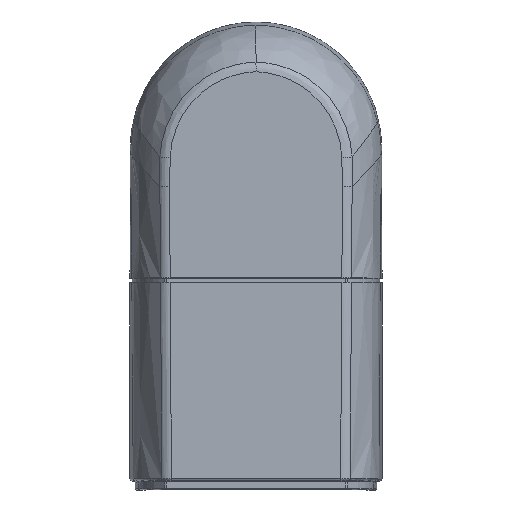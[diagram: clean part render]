
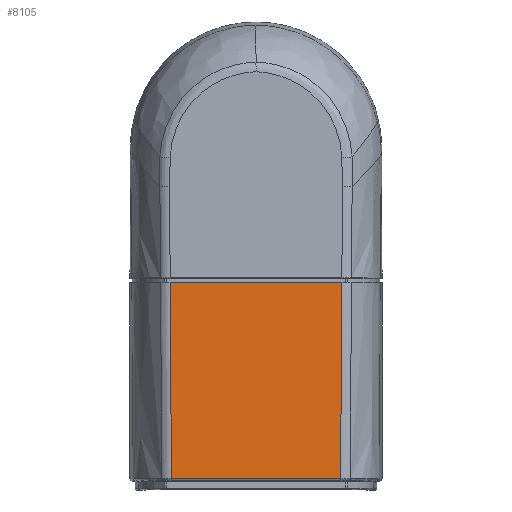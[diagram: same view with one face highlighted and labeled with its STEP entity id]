
A CAD part, top view. The second image highlights one B-rep face of the part: STEP entity #8105.
In plain terms, the highlighted planar face has unit normal (0, 0.031, 1).
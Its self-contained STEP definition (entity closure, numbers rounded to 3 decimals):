
#6973=CARTESIAN_POINT('Vertex',(19.074,44.,-1.36)) ;
#6977=CARTESIAN_POINT('Control Point',(18.784,0.515,-0.016)) ;
#6978=CARTESIAN_POINT('Control Point',(18.791,2.348,-0.073)) ;
#6979=CARTESIAN_POINT('Control Point',(18.799,4.138,-0.128)) ;
#6980=CARTESIAN_POINT('Control Point',(18.807,5.904,-0.183)) ;
#6981=CARTESIAN_POINT('Control Point',(18.843,12.752,-0.394)) ;
#6982=CARTESIAN_POINT('Control Point',(18.893,19.623,-0.607)) ;
#6983=CARTESIAN_POINT('Control Point',(18.937,24.623,-0.761)) ;
#6984=CARTESIAN_POINT('Control Point',(18.995,31.503,-0.974)) ;
#6985=CARTESIAN_POINT('Control Point',(19.042,38.355,-1.186)) ;
#6986=CARTESIAN_POINT('Control Point',(19.054,40.24,-1.244)) ;
#6987=CARTESIAN_POINT('Control Point',(19.065,42.121,-1.302)) ;
#6988=CARTESIAN_POINT('Control Point',(19.074,44.,-1.36)) ;
#6989=CARTESIAN_POINT('Vertex',(18.784,0.515,-0.016)) ;
#7917=CARTESIAN_POINT('Vertex',(-19.074,44.,-1.36)) ;
#7920=CARTESIAN_POINT('Line Origine',(0.,44.,-1.36)) ;
#8017=CARTESIAN_POINT('Axis2P3D Location',(0.,0.,0.)) ;
#8078=CARTESIAN_POINT('Line Origine',(0.,0.515,-0.016)) ;
#8082=CARTESIAN_POINT('Vertex',(-18.784,0.515,-0.016)) ;
#8086=CARTESIAN_POINT('Control Point',(-18.784,0.515,-0.016)) ;
#8087=CARTESIAN_POINT('Control Point',(-18.791,2.348,-0.073)) ;
#8088=CARTESIAN_POINT('Control Point',(-18.799,4.138,-0.128)) ;
#8089=CARTESIAN_POINT('Control Point',(-18.807,5.904,-0.183)) ;
#8090=CARTESIAN_POINT('Control Point',(-18.843,12.752,-0.394)) ;
#8091=CARTESIAN_POINT('Control Point',(-18.893,19.623,-0.607)) ;
#8092=CARTESIAN_POINT('Control Point',(-18.937,24.623,-0.761)) ;
#8093=CARTESIAN_POINT('Control Point',(-18.995,31.503,-0.974)) ;
#8094=CARTESIAN_POINT('Control Point',(-19.042,38.355,-1.186)) ;
#8095=CARTESIAN_POINT('Control Point',(-19.054,40.24,-1.244)) ;
#8096=CARTESIAN_POINT('Control Point',(-19.065,42.121,-1.302)) ;
#8097=CARTESIAN_POINT('Control Point',(-19.074,44.,-1.36)) ;
#7921=DIRECTION('Vector Direction',(1.,0.,0.)) ;
#8018=DIRECTION('Axis2P3D Direction',(0.,-0.031,-1.)) ;
#8019=DIRECTION('Axis2P3D XDirection',(0.,1.,-0.031)) ;
#8079=DIRECTION('Vector Direction',(1.,0.,0.)) ;
#8020=AXIS2_PLACEMENT_3D('Plane Axis2P3D',#8017,#8018,#8019) ;
#8100=ORIENTED_EDGE('',*,*,#8084,.T.) ;
#8101=ORIENTED_EDGE('',*,*,#6991,.T.) ;
#8102=ORIENTED_EDGE('',*,*,#7924,.T.) ;
#8103=ORIENTED_EDGE('',*,*,#8098,.F.) ;
#7922=VECTOR('Line Direction',#7921,1.) ;
#8080=VECTOR('Line Direction',#8079,1.) ;
#8105=ADVANCED_FACE('Body.2',(#8104),#8021,.F.) ;
#6976=B_SPLINE_CURVE_WITH_KNOTS('',5,(#6977,#6978,#6979,#6980,#6981,#6982,#6983,#6984,#6985,#6986,#6987,#6988),.UNSPECIFIED.,.F.,.U.,(6,3,3,6),(13.727,27.491,63.742,77.527),.UNSPECIFIED.) ;
#8085=B_SPLINE_CURVE_WITH_KNOTS('',5,(#8086,#8087,#8088,#8089,#8090,#8091,#8092,#8093,#8094,#8095,#8096,#8097),.UNSPECIFIED.,.F.,.U.,(6,3,3,6),(13.727,27.491,63.742,77.527),.UNSPECIFIED.) ;
#6991=EDGE_CURVE('',#6990,#6974,#6976,.T.) ;
#7924=EDGE_CURVE('',#6974,#7918,#7923,.F.) ;
#8084=EDGE_CURVE('',#8083,#6990,#8081,.T.) ;
#8098=EDGE_CURVE('',#8083,#7918,#8085,.T.) ;
#8099=EDGE_LOOP('',(#8100,#8101,#8102,#8103)) ;
#8104=FACE_OUTER_BOUND('',#8099,.T.) ;
#7923=LINE('Line',#7920,#7922) ;
#8081=LINE('Line',#8078,#8080) ;
#8021=PLANE('',#8020) ;
#6974=VERTEX_POINT('',#6973) ;
#6990=VERTEX_POINT('',#6989) ;
#7918=VERTEX_POINT('',#7917) ;
#8083=VERTEX_POINT('',#8082) ;
